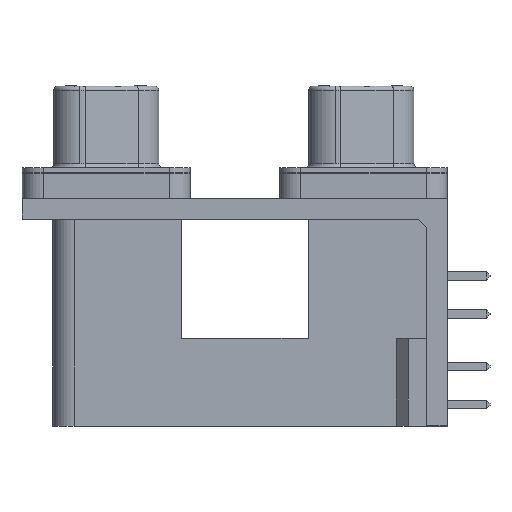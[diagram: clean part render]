
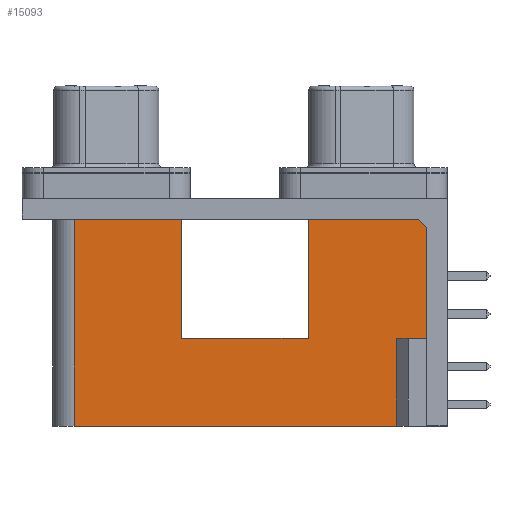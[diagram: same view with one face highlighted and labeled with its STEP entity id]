
A CAD part, left-side view. The second image highlights one B-rep face of the part: STEP entity #15093.
In plain terms, the highlighted planar face has unit normal (-1, 0, 0).
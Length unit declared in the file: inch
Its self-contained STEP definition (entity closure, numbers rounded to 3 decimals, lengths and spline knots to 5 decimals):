
#267 = DIRECTION ( 'NONE',  ( 0., -1., 0. ) ) ;
#842 = VERTEX_POINT ( 'NONE', #3422 ) ;
#1342 = VECTOR ( 'NONE', #18528, 39.37008 ) ;
#1676 = VERTEX_POINT ( 'NONE', #6533 ) ;
#1699 = VERTEX_POINT ( 'NONE', #5091 ) ;
#1983 = CARTESIAN_POINT ( 'NONE',  ( 0.2595, 0.025, -0.09 ) ) ;
#2035 = LINE ( 'NONE', #3986, #18938 ) ;
#2361 = ORIENTED_EDGE ( 'NONE', *, *, #16147, .F. ) ;
#2364 = DIRECTION ( 'NONE',  ( 0., 0., -1. ) ) ;
#2518 = VECTOR ( 'NONE', #5501, 39.37008 ) ;
#2949 = LINE ( 'NONE', #12899, #7439 ) ;
#3320 = LINE ( 'NONE', #18267, #6854 ) ;
#3422 = CARTESIAN_POINT ( 'NONE',  ( 0.2595, -0.756, -0.502 ) ) ;
#3986 = CARTESIAN_POINT ( 'NONE',  ( 0.2595, -0.606, -0.34701 ) ) ;
#4453 = ORIENTED_EDGE ( 'NONE', *, *, #19379, .F. ) ;
#4658 = LINE ( 'NONE', #17366, #16577 ) ;
#4823 = ORIENTED_EDGE ( 'NONE', *, *, #17839, .F. ) ;
#4971 = CARTESIAN_POINT ( 'NONE',  ( 0.2595, -0.756, 0.70833 ) ) ;
#5091 = CARTESIAN_POINT ( 'NONE',  ( 0.2595, 0.3415, -0.09 ) ) ;
#5103 = VERTEX_POINT ( 'NONE', #9930 ) ;
#5384 = LINE ( 'NONE', #16999, #1342 ) ;
#5450 = EDGE_CURVE ( 'NONE', #15397, #1676, #19160, .T. ) ;
#5501 = DIRECTION ( 'NONE',  ( 0., 1., 0. ) ) ;
#5831 = EDGE_CURVE ( 'NONE', #15397, #16187, #2949, .T. ) ;
#5974 = DIRECTION ( 'NONE',  ( 0., -1., 0. ) ) ;
#6160 = CARTESIAN_POINT ( 'NONE',  ( 0.2595, -0.756, -0.09 ) ) ;
#6533 = CARTESIAN_POINT ( 'NONE',  ( 0.2595, -0.756, -0.09 ) ) ;
#6854 = VECTOR ( 'NONE', #267, 39.37008 ) ;
#6877 = DIRECTION ( 'NONE',  ( 0., 0., -1. ) ) ;
#7439 = VECTOR ( 'NONE', #2364, 39.37008 ) ;
#7736 = DIRECTION ( 'NONE',  ( 0., -1., 0. ) ) ;
#7759 = VERTEX_POINT ( 'NONE', #13699 ) ;
#8445 = CARTESIAN_POINT ( 'NONE',  ( 0.2595, 0.404, 0.39016 ) ) ;
#8454 = VECTOR ( 'NONE', #13943, 39.37008 ) ;
#8724 = FACE_OUTER_BOUND ( 'NONE', #9281, .T. ) ;
#8738 = EDGE_CURVE ( 'NONE', #5103, #842, #13354, .T. ) ;
#9026 = EDGE_CURVE ( 'NONE', #15374, #14130, #4658, .T. ) ;
#9281 = EDGE_LOOP ( 'NONE', ( #2361, #9893, #11537, #4453, #14432, #4823, #14597, #16579, #18246, #17263 ) ) ;
#9478 = EDGE_CURVE ( 'NONE', #1699, #7759, #5384, .T. ) ;
#9893 = ORIENTED_EDGE ( 'NONE', *, *, #9478, .T. ) ;
#9909 = PLANE ( 'NONE',  #12678 ) ;
#9930 = CARTESIAN_POINT ( 'NONE',  ( 0.2595, -0.606, -0.502 ) ) ;
#9964 = DIRECTION ( 'NONE',  ( 0., 0., -1. ) ) ;
#10427 = LINE ( 'NONE', #17760, #13946 ) ;
#10820 = EDGE_CURVE ( 'NONE', #16187, #14130, #18504, .T. ) ;
#11209 = VECTOR ( 'NONE', #7736, 39.37008 ) ;
#11537 = ORIENTED_EDGE ( 'NONE', *, *, #13712, .T. ) ;
#11987 = LINE ( 'NONE', #4971, #8454 ) ;
#12569 = CARTESIAN_POINT ( 'NONE',  ( 0.2595, -0.346, -0.09 ) ) ;
#12678 = AXIS2_PLACEMENT_3D ( 'NONE', #8445, #18921, #9964 ) ;
#12855 = CARTESIAN_POINT ( 'NONE',  ( 0.2595, -0.606, -0.76 ) ) ;
#12899 = CARTESIAN_POINT ( 'NONE',  ( 0.2595, -0.346, 0.70833 ) ) ;
#13354 = LINE ( 'NONE', #14930, #17331 ) ;
#13699 = CARTESIAN_POINT ( 'NONE',  ( 0.2595, 0.3415, -0.76 ) ) ;
#13712 = EDGE_CURVE ( 'NONE', #7759, #14012, #10427, .T. ) ;
#13943 = DIRECTION ( 'NONE',  ( 0., 0., -1. ) ) ;
#13946 = VECTOR ( 'NONE', #17892, 39.37008 ) ;
#14012 = VERTEX_POINT ( 'NONE', #12855 ) ;
#14130 = VERTEX_POINT ( 'NONE', #16328 ) ;
#14432 = ORIENTED_EDGE ( 'NONE', *, *, #8738, .T. ) ;
#14457 = CARTESIAN_POINT ( 'NONE',  ( 0.2595, -0.756, -0.502 ) ) ;
#14478 = DIRECTION ( 'NONE',  ( 0., 0., -1. ) ) ;
#14597 = ORIENTED_EDGE ( 'NONE', *, *, #5450, .F. ) ;
#14930 = CARTESIAN_POINT ( 'NONE',  ( 0.2595, -0.756, -0.502 ) ) ;
#15093 = ADVANCED_FACE ( 'NONE', ( #8724 ), #9909, .F. ) ;
#15374 = VERTEX_POINT ( 'NONE', #1983 ) ;
#15397 = VERTEX_POINT ( 'NONE', #12569 ) ;
#16147 = EDGE_CURVE ( 'NONE', #1699, #15374, #3320, .T. ) ;
#16187 = VERTEX_POINT ( 'NONE', #18389 ) ;
#16328 = CARTESIAN_POINT ( 'NONE',  ( 0.2595, 0.025, -0.502 ) ) ;
#16577 = VECTOR ( 'NONE', #6877, 39.37008 ) ;
#16579 = ORIENTED_EDGE ( 'NONE', *, *, #5831, .T. ) ;
#16999 = CARTESIAN_POINT ( 'NONE',  ( 0.2595, 0.3415, 0.39016 ) ) ;
#17263 = ORIENTED_EDGE ( 'NONE', *, *, #9026, .F. ) ;
#17331 = VECTOR ( 'NONE', #5974, 39.37008 ) ;
#17366 = CARTESIAN_POINT ( 'NONE',  ( 0.2595, 0.025, -0.76 ) ) ;
#17760 = CARTESIAN_POINT ( 'NONE',  ( 0.2595, 0.404, -0.76 ) ) ;
#17839 = EDGE_CURVE ( 'NONE', #1676, #842, #11987, .T. ) ;
#17892 = DIRECTION ( 'NONE',  ( 0., -1., 0. ) ) ;
#18246 = ORIENTED_EDGE ( 'NONE', *, *, #10820, .T. ) ;
#18267 = CARTESIAN_POINT ( 'NONE',  ( 0.2595, 0.404, -0.09 ) ) ;
#18389 = CARTESIAN_POINT ( 'NONE',  ( 0.2595, -0.346, -0.502 ) ) ;
#18504 = LINE ( 'NONE', #14457, #2518 ) ;
#18528 = DIRECTION ( 'NONE',  ( 0., 0., -1. ) ) ;
#18921 = DIRECTION ( 'NONE',  ( 1., 0., 0. ) ) ;
#18938 = VECTOR ( 'NONE', #14478, 39.37008 ) ;
#19160 = LINE ( 'NONE', #6160, #11209 ) ;
#19379 = EDGE_CURVE ( 'NONE', #5103, #14012, #2035, .T. ) ;
